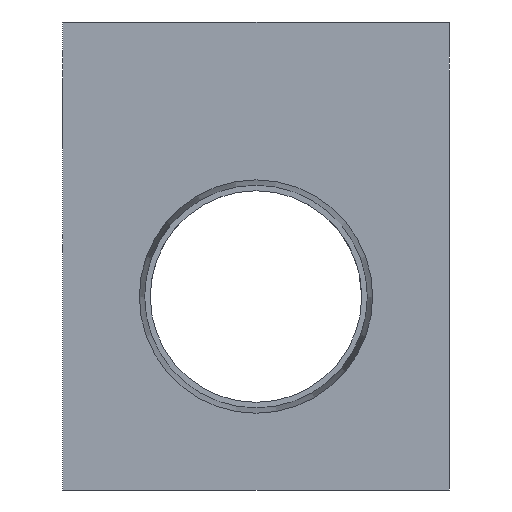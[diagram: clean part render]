
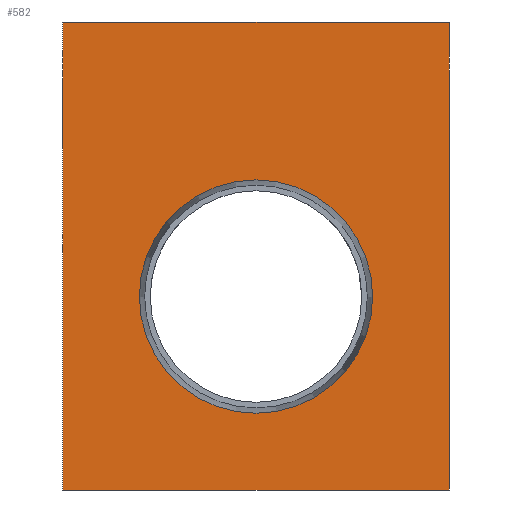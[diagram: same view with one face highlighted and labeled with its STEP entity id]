
A CAD part, left-side view. The second image highlights one B-rep face of the part: STEP entity #582.
In plain terms, the highlighted planar face has unit normal (-1, 0, 0).
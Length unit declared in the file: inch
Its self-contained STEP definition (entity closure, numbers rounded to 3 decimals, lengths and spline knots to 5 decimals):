
#582=ADVANCED_FACE('',(#1686,#1687),#1688,.F.);
#1686=FACE_BOUND('',#3285,.T.);
#1687=FACE_OUTER_BOUND('',#3286,.T.);
#1688=PLANE('',#3287);
#3285=EDGE_LOOP('',(#5298));
#3286=EDGE_LOOP('',(#5299,#5300,#5301,#5302));
#3287=AXIS2_PLACEMENT_3D('',#5303,#5304,#5305);
#5298=ORIENTED_EDGE('',*,*,#10172,.F.);
#5299=ORIENTED_EDGE('',*,*,#10174,.T.);
#5300=ORIENTED_EDGE('',*,*,#9976,.F.);
#5301=ORIENTED_EDGE('',*,*,#10144,.F.);
#5302=ORIENTED_EDGE('',*,*,#10085,.T.);
#5303=CARTESIAN_POINT('',(-0.75,0.23111,-1.25));
#5304=DIRECTION('',(1.0,0.0,0.0));
#5305=DIRECTION('',(0.0,0.0,-1.0));
#9976=EDGE_CURVE('',#12153,#12148,#12155,.T.);
#10085=EDGE_CURVE('',#12372,#12370,#12373,.T.);
#10144=EDGE_CURVE('',#12372,#12153,#12484,.T.);
#10172=EDGE_CURVE('',#12528,#12528,#12529,.T.);
#10174=EDGE_CURVE('',#12370,#12148,#12531,.T.);
#12148=VERTEX_POINT('',#15305);
#12153=VERTEX_POINT('',#15312);
#12155=LINE('',#15315,#15316);
#12370=VERTEX_POINT('',#15636);
#12372=VERTEX_POINT('',#15639);
#12373=LINE('',#15640,#15641);
#12484=LINE('',#15803,#15804);
#12528=VERTEX_POINT('',#15859);
#12529=CIRCLE('',#15860,0.187);
#12531=LINE('',#15862,#15863);
#15305=CARTESIAN_POINT('',(-0.75,-0.38889,-2.0));
#15312=CARTESIAN_POINT('',(-0.75,-0.38889,-1.25));
#15315=CARTESIAN_POINT('',(-0.75,-0.38889,-1.25));
#15316=VECTOR('',#19377,1.0);
#15636=CARTESIAN_POINT('',(-0.75,0.23111,-2.0));
#15639=CARTESIAN_POINT('',(-0.75,0.23111,-1.25));
#15640=CARTESIAN_POINT('',(-0.75,0.23111,-1.25));
#15641=VECTOR('',#19487,1.0);
#15803=CARTESIAN_POINT('',(-0.75,0.23111,-1.25));
#15804=VECTOR('',#19545,1.0);
#15859=CARTESIAN_POINT('',(-0.75,-0.26589,-1.69));
#15860=AXIS2_PLACEMENT_3D('',#19596,#19597,#19598);
#15862=CARTESIAN_POINT('',(-0.75,0.23111,-2.0));
#15863=VECTOR('',#19599,1.0);
#19377=DIRECTION('',(0.0,0.0,-1.0));
#19487=DIRECTION('',(0.0,0.0,-1.0));
#19545=DIRECTION('',(0.0,-1.0,0.0));
#19596=CARTESIAN_POINT('',(-0.75,-0.07889,-1.69));
#19597=DIRECTION('',(-1.0,0.,0.0));
#19598=DIRECTION('',(0.,-1.0,0.0));
#19599=DIRECTION('',(0.0,-1.0,0.0));
